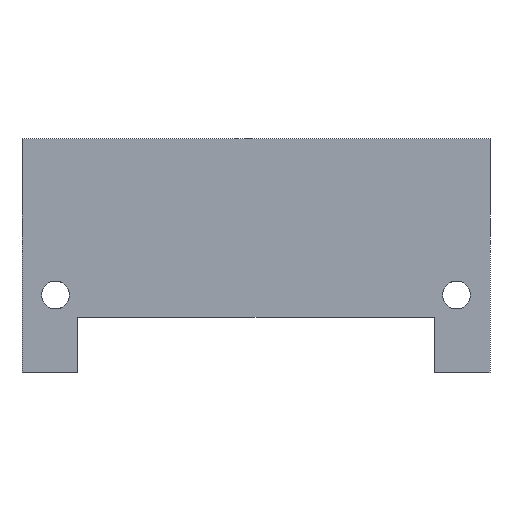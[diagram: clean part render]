
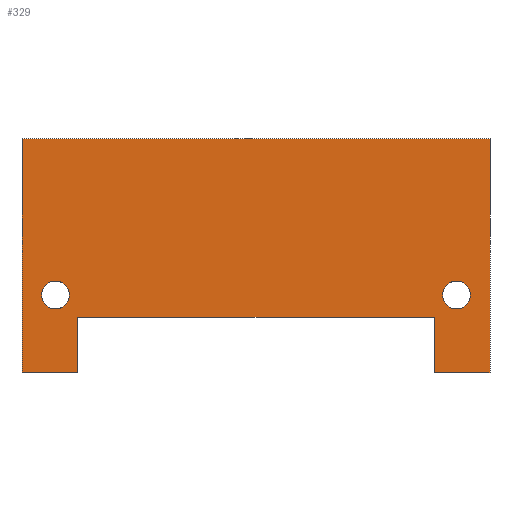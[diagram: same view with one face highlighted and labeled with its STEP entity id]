
A CAD part, front view. The second image highlights one B-rep face of the part: STEP entity #329.
In plain terms, the highlighted planar face has unit normal (0, -1, 0).
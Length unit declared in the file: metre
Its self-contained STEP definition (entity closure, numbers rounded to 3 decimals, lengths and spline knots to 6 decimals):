
#14=CIRCLE('',#356,0.00125);
#17=CIRCLE('',#367,0.00125);
#98=ORIENTED_EDGE('',*,*,#118,.F.);
#99=ORIENTED_EDGE('',*,*,#154,.F.);
#100=ORIENTED_EDGE('',*,*,#141,.F.);
#101=ORIENTED_EDGE('',*,*,#145,.T.);
#102=ORIENTED_EDGE('',*,*,#147,.T.);
#103=ORIENTED_EDGE('',*,*,#149,.F.);
#104=ORIENTED_EDGE('',*,*,#151,.F.);
#105=ORIENTED_EDGE('',*,*,#155,.T.);
#106=ORIENTED_EDGE('',*,*,#126,.F.);
#107=ORIENTED_EDGE('',*,*,#133,.F.);
#118=EDGE_CURVE('',#158,#159,#186,.T.);
#126=EDGE_CURVE('',#164,#164,#14,.T.);
#133=EDGE_CURVE('',#169,#169,#17,.T.);
#141=EDGE_CURVE('',#176,#177,#195,.T.);
#145=EDGE_CURVE('',#176,#179,#198,.T.);
#147=EDGE_CURVE('',#179,#180,#200,.T.);
#149=EDGE_CURVE('',#181,#180,#202,.T.);
#151=EDGE_CURVE('',#182,#181,#204,.T.);
#154=EDGE_CURVE('',#177,#158,#206,.T.);
#155=EDGE_CURVE('',#182,#159,#207,.T.);
#158=VERTEX_POINT('',#485);
#159=VERTEX_POINT('',#487);
#164=VERTEX_POINT('',#504);
#169=VERTEX_POINT('',#520);
#176=VERTEX_POINT('',#537);
#177=VERTEX_POINT('',#538);
#179=VERTEX_POINT('',#545);
#180=VERTEX_POINT('',#549);
#181=VERTEX_POINT('',#553);
#182=VERTEX_POINT('',#557);
#186=LINE('',#486,#210);
#195=LINE('',#536,#219);
#198=LINE('',#544,#222);
#200=LINE('',#548,#224);
#202=LINE('',#552,#226);
#204=LINE('',#556,#228);
#206=LINE('',#564,#230);
#207=LINE('',#565,#231);
#210=VECTOR('',#387,1.);
#219=VECTOR('',#444,1.);
#222=VECTOR('',#451,1.);
#224=VECTOR('',#455,1.);
#226=VECTOR('',#459,1.);
#228=VECTOR('',#463,1.);
#230=VECTOR('',#473,1.);
#231=VECTOR('',#474,1.);
#261=EDGE_LOOP('',(#98,#99,#100,#101,#102,#103,#104,#105));
#262=EDGE_LOOP('',(#106));
#263=EDGE_LOOP('',(#107));
#295=FACE_BOUND('',#261,.T.);
#296=FACE_BOUND('',#262,.T.);
#297=FACE_BOUND('',#263,.T.);
#309=PLANE('',#378);
#329=ADVANCED_FACE('',(#295,#296,#297),#309,.F.);
#356=AXIS2_PLACEMENT_3D('',#503,#409,#410);
#367=AXIS2_PLACEMENT_3D('',#519,#431,#432);
#378=AXIS2_PLACEMENT_3D('',#563,#471,#472);
#387=DIRECTION('',(1.,0.,0.));
#409=DIRECTION('',(0.,-1.,0.));
#410=DIRECTION('',(0.,0.,-1.));
#431=DIRECTION('',(0.,-1.,0.));
#432=DIRECTION('',(0.,0.,-1.));
#444=DIRECTION('',(-1.,0.,0.));
#451=DIRECTION('',(0.,0.,1.));
#455=DIRECTION('',(1.,0.,0.));
#459=DIRECTION('',(0.,0.,1.));
#463=DIRECTION('',(-1.,0.,0.));
#471=DIRECTION('',(0.,1.,0.));
#472=DIRECTION('',(1.,0.,0.));
#473=DIRECTION('',(0.,0.,1.));
#474=DIRECTION('',(0.,0.,1.));
#485=CARTESIAN_POINT('',(-0.021,0.,0.));
#486=CARTESIAN_POINT('',(0.,0.,0.));
#487=CARTESIAN_POINT('',(0.021,0.,0.));
#503=CARTESIAN_POINT('',(-0.018,0.,-0.014));
#504=CARTESIAN_POINT('',(-0.018,0.,-0.01525));
#519=CARTESIAN_POINT('',(0.018,0.,-0.014));
#520=CARTESIAN_POINT('',(0.018,0.,-0.01525));
#536=CARTESIAN_POINT('',(0.0185,0.,-0.021));
#537=CARTESIAN_POINT('',(-0.016,0.,-0.021));
#538=CARTESIAN_POINT('',(-0.021,0.,-0.021));
#544=CARTESIAN_POINT('',(-0.016,0.,-0.0185));
#545=CARTESIAN_POINT('',(-0.016,0.,-0.016));
#548=CARTESIAN_POINT('',(0.,0.,-0.016));
#549=CARTESIAN_POINT('',(0.016,0.,-0.016));
#552=CARTESIAN_POINT('',(0.016,0.,-0.0185));
#553=CARTESIAN_POINT('',(0.016,0.,-0.021));
#556=CARTESIAN_POINT('',(0.0185,0.,-0.021));
#557=CARTESIAN_POINT('',(0.021,0.,-0.021));
#563=CARTESIAN_POINT('',(0.,0.,0.));
#564=CARTESIAN_POINT('',(-0.021,0.,0.));
#565=CARTESIAN_POINT('',(0.021,0.,0.));
